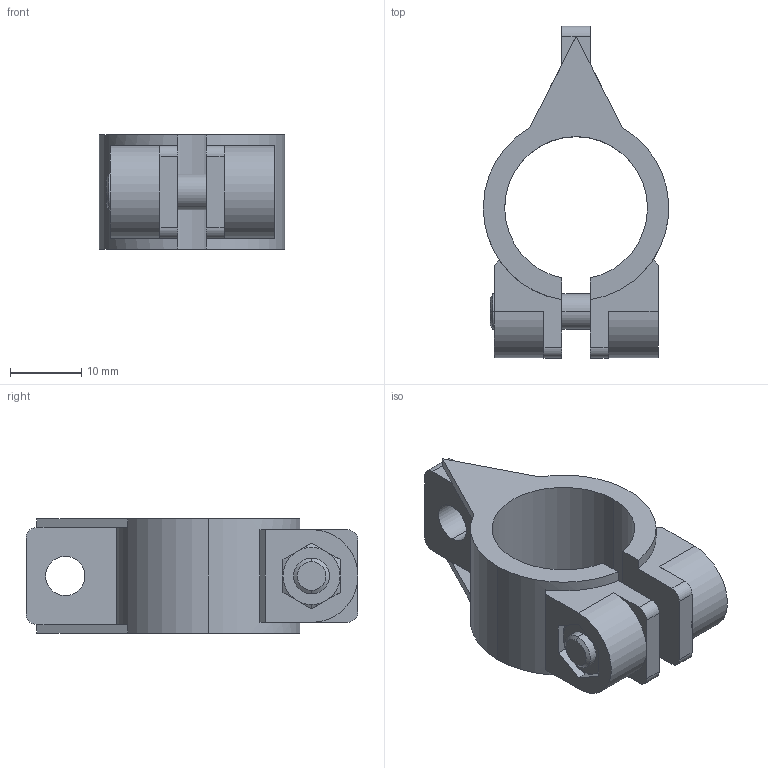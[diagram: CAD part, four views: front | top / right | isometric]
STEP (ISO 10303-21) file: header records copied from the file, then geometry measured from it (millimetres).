
FILE_DESCRIPTION (( 'STEP AP214' ), '1' );
FILE_NAME ('0020165.step', '2022-08-05T12:24:37', ( '' ), ( '' ), 'SwSTEP 2.0', 'SolidWorks 2020', '' );
FILE_SCHEMA (( 'AUTOMOTIVE_DESIGN' ));
Length unit declared in the file: inch
Products named in the file (1): 0020165
Bounding box: 25.98 x 46.5 x 16 mm (x, y, z)
Surface area: 4724.6 mm2 (no closed solid volume)
Topology: 0 solids, 4 shells, 78 faces, 213 edges, 139 vertices
Faces by surface type: plane 45, cylinder 20, cone 13
Entity records: 3758 total; most frequent: CARTESIAN_POINT 733, DIRECTION 422, ORIENTED_EDGE 392, EDGE_CURVE 213, AXIS2_PLACEMENT_3D 150, VERTEX_POINT 139, VECTOR 122, LINE 122
